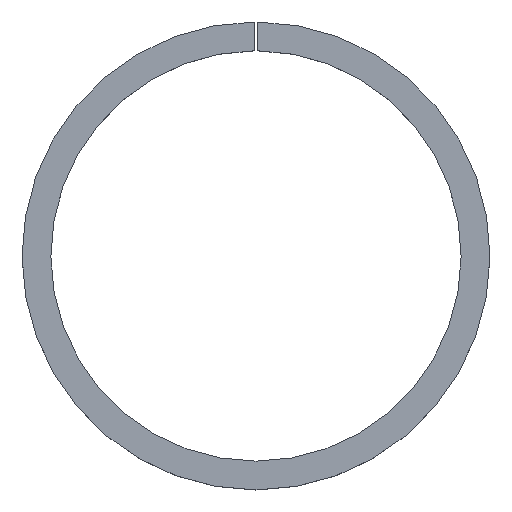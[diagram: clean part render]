
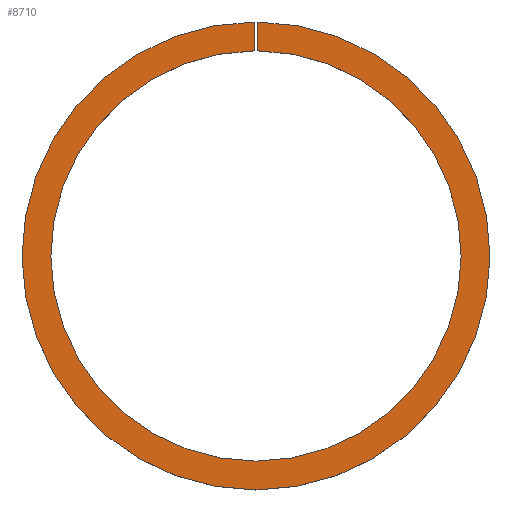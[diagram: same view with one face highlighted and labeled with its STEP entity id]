
A CAD part, top view. The second image highlights one B-rep face of the part: STEP entity #8710.
In plain terms, the highlighted planar face has unit normal (0, 0, 1).
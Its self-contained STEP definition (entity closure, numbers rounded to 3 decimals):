
#243 = CARTESIAN_POINT ( 'NONE',  ( 0., 0., 8. ) ) ;
#373 = CARTESIAN_POINT ( 'NONE',  ( -0.5, 56.998, 8. ) ) ;
#856 = VECTOR ( 'NONE', #6530, 1000. ) ;
#1269 = DIRECTION ( 'NONE',  ( -1., 0., 0. ) ) ;
#1409 = DIRECTION ( 'NONE',  ( -1., 0., 0. ) ) ;
#1440 = ORIENTED_EDGE ( 'NONE', *, *, #4014, .T. ) ;
#2205 = AXIS2_PLACEMENT_3D ( 'NONE', #5633, #8741, #13008 ) ;
#2255 = ORIENTED_EDGE ( 'NONE', *, *, #11745, .T. ) ;
#2284 = LINE ( 'NONE', #11524, #856 ) ;
#2505 = VECTOR ( 'NONE', #8350, 1000. ) ;
#2552 = EDGE_CURVE ( 'NONE', #9061, #3763, #2284, .T. ) ;
#3694 = CARTESIAN_POINT ( 'NONE',  ( 0.5, 64.998, 8. ) ) ;
#3732 = AXIS2_PLACEMENT_3D ( 'NONE', #243, #5432, #1269 ) ;
#3763 = VERTEX_POINT ( 'NONE', #3694 ) ;
#4014 = EDGE_CURVE ( 'NONE', #9061, #8286, #9325, .T. ) ;
#4439 = LINE ( 'NONE', #5246, #2505 ) ;
#4600 = CARTESIAN_POINT ( 'NONE',  ( 0., -57., 8. ) ) ;
#5246 = CARTESIAN_POINT ( 'NONE',  ( -0.5, 0., 8. ) ) ;
#5432 = DIRECTION ( 'NONE',  ( 0., 0., -1. ) ) ;
#5531 = PLANE ( 'NONE',  #7152 ) ;
#5633 = CARTESIAN_POINT ( 'NONE',  ( 0., 0., 8. ) ) ;
#6379 = CARTESIAN_POINT ( 'NONE',  ( 0.5, 56.998, 8. ) ) ;
#6530 = DIRECTION ( 'NONE',  ( 0., 1., 0. ) ) ;
#7005 = ORIENTED_EDGE ( 'NONE', *, *, #9043, .F. ) ;
#7152 = AXIS2_PLACEMENT_3D ( 'NONE', #4600, #8551, #1409 ) ;
#7650 = VERTEX_POINT ( 'NONE', #9235 ) ;
#8286 = VERTEX_POINT ( 'NONE', #373 ) ;
#8350 = DIRECTION ( 'NONE',  ( 0., 1., 0. ) ) ;
#8551 = DIRECTION ( 'NONE',  ( 0., 0., -1. ) ) ;
#8710 = ADVANCED_FACE ( 'NONE', ( #13051 ), #5531, .F. ) ;
#8741 = DIRECTION ( 'NONE',  ( 0., 0., -1. ) ) ;
#9043 = EDGE_CURVE ( 'NONE', #3763, #7650, #11212, .T. ) ;
#9061 = VERTEX_POINT ( 'NONE', #6379 ) ;
#9235 = CARTESIAN_POINT ( 'NONE',  ( -0.5, 64.998, 8. ) ) ;
#9325 = CIRCLE ( 'NONE', #2205, 57. ) ;
#10085 = ORIENTED_EDGE ( 'NONE', *, *, #2552, .F. ) ;
#10235 = EDGE_LOOP ( 'NONE', ( #7005, #10085, #1440, #2255 ) ) ;
#11212 = CIRCLE ( 'NONE', #3732, 65. ) ;
#11524 = CARTESIAN_POINT ( 'NONE',  ( 0.5, 0., 8. ) ) ;
#11745 = EDGE_CURVE ( 'NONE', #8286, #7650, #4439, .T. ) ;
#13008 = DIRECTION ( 'NONE',  ( -1., 0., 0. ) ) ;
#13051 = FACE_OUTER_BOUND ( 'NONE', #10235, .T. ) ;
